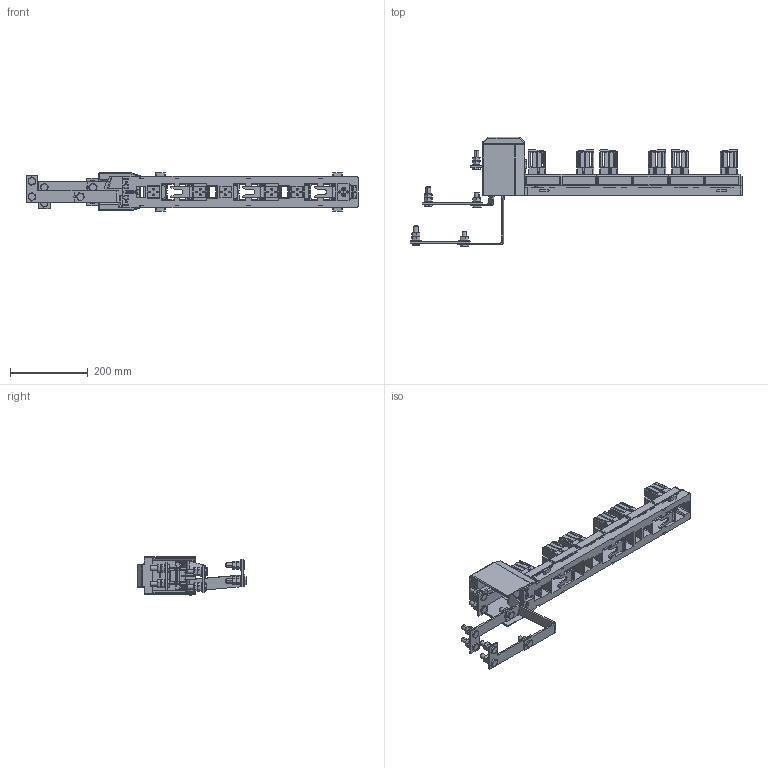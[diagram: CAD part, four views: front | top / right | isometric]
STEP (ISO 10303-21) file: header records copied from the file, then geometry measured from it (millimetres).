
FILE_DESCRIPTION (( 'STEP AP203' ), '1' );
FILE_NAME ('ÏÄÏ 2-TM2 400A Ó.STEP', '2022-10-17T19:28:50', ( '' ), ( '' ), 'SwSTEP 2.0', 'SolidWorks 2018', '' );
FILE_SCHEMA (( 'CONFIG_CONTROL_DESIGN' ));
Products named in the file (1): ﾏﾄﾏ2-TM2400A ﾓ
Bounding box: 855.48 x 281.1 x 99 mm (x, y, z)
Surface area: 662337.6 mm2 (no closed solid volume)
Topology: 0 solids, 82 shells, 1983 faces, 7004 edges, 4818 vertices
Faces by surface type: plane 1391, cylinder 417, cone 108, sphere 54, bspline 9, torus 4
Entity records: 75311 total; most frequent: CARTESIAN_POINT 16951, DIRECTION 11502, ORIENTED_EDGE 11422, EDGE_CURVE 6962, LINE 5556, VECTOR 5556, VERTEX_POINT 4818, AXIS2_PLACEMENT_3D 2973
